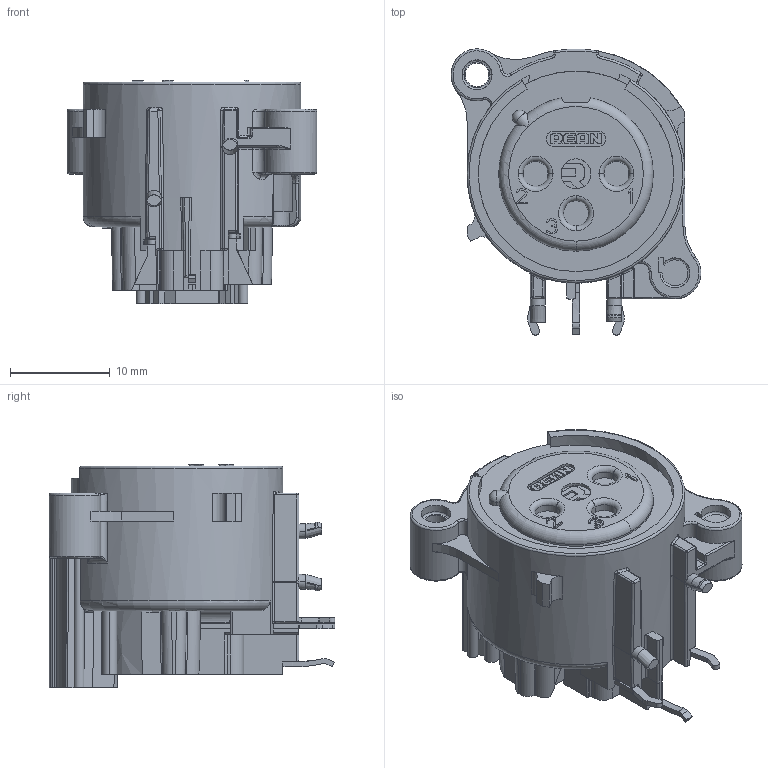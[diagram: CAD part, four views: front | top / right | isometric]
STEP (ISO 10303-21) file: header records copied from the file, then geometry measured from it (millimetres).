
FILE_DESCRIPTION((''),'2;1');
FILE_NAME('RRX3F-AA-001','2024-04-28T16:14:14',('summer.xia'),(''),'CREO PARAMETRIC BY PTC INC, 2023424','CREO PARAMETRIC BY PTC INC, 2023424','');
FILE_SCHEMA(('CONFIG_CONTROL_DESIGN'));
Length unit declared in the file: millimetre
Products named in the file (1): RRX3F-AA-001
Bounding box: 25 x 28.6 x 22.4 mm (x, y, z)
Volume: 7242.1 mm3; surface area: 3314.8 mm2
Topology: 1 solids, 5 shells, 827 faces, 2367 edges, 1555 vertices
Faces by surface type: plane 462, cylinder 208, torus 52, bspline 36, extrusion 27, cone 22, sphere 20
Entity records: 29769 total; most frequent: CARTESIAN_POINT 8623, ORIENTED_EDGE 4664, DIRECTION 4091, EDGE_CURVE 2332, VERTEX_POINT 1527, VECTOR 1433, LINE 1406, AXIS2_PLACEMENT_3D 1329
